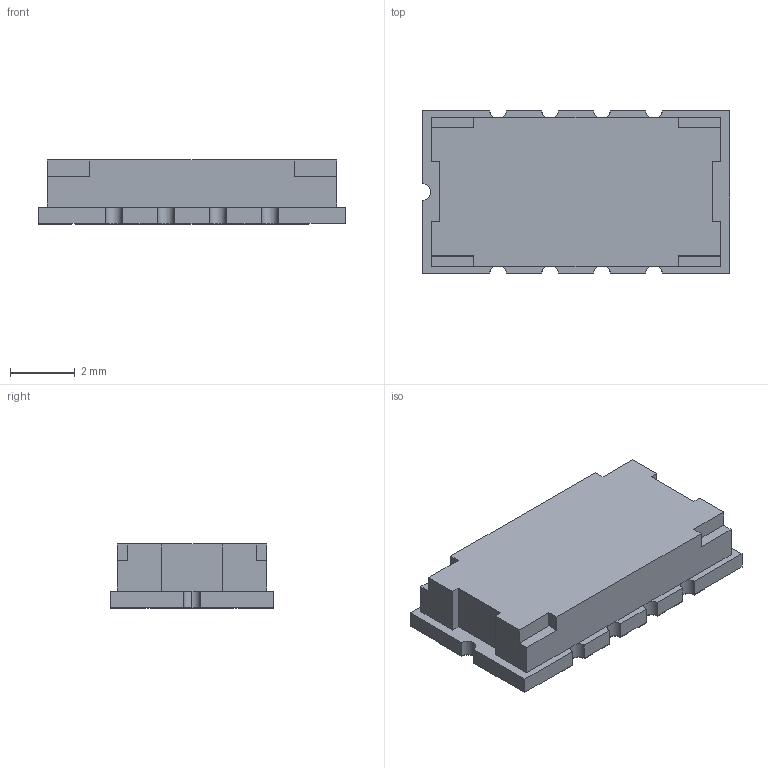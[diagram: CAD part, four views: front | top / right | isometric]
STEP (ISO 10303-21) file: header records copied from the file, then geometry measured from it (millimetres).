
FILE_DESCRIPTION(('FreeCAD Model'),'2;1');
FILE_NAME('SFK-MRG.step', '2013-06-04T14:37:18',('FreeCAD'),('FreeCAD'), 'Open CASCADE STEP processor 6.3','FreeCAD','Unknown');
FILE_SCHEMA(('AUTOMOTIVE_DESIGN_CC2 { 1 2 10303 214 -1 1 5 4 }'));
Length unit declared in the file: millimetre
Products named in the file (1): Fusion003
Bounding box: 9.45 x 5 x 1.97 mm (x, y, z)
Volume: 80.7 mm3; surface area: 150.1 mm2
Topology: 1 solids, 1 shells, 143 faces, 370 edges, 229 vertices
Faces by surface type: plane 123, cylinder 20
Entity records: 9161 total; most frequent: CARTESIAN_POINT 1651, DIRECTION 1416, LINE 1028, VECTOR 1028, ORIENTED_EDGE 740, PCURVE 740, DEFINITIONAL_REPRESENTATION 740, EDGE_CURVE 370
